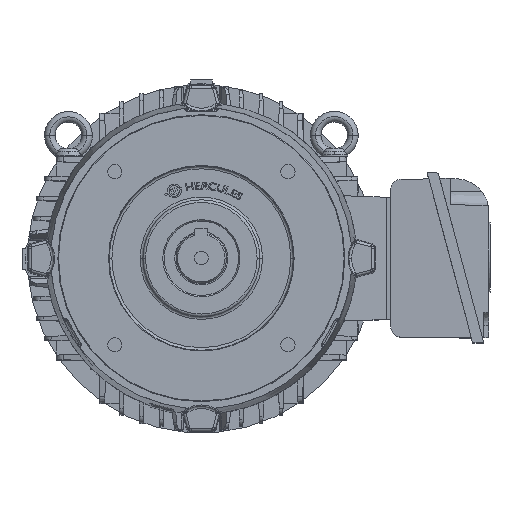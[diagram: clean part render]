
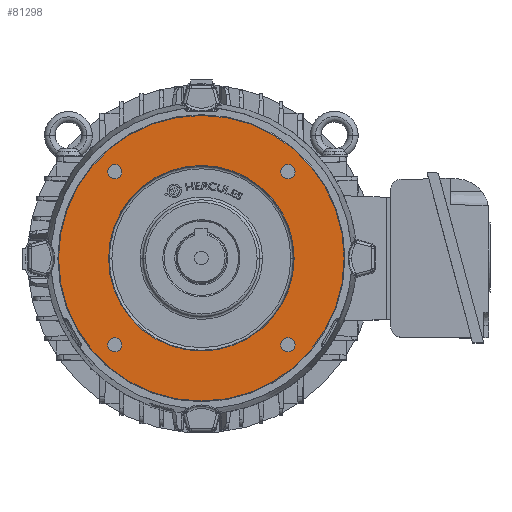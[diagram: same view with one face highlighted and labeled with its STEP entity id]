
A CAD part, top view. The second image highlights one B-rep face of the part: STEP entity #81298.
In plain terms, the highlighted planar face has unit normal (0, 0, 1).
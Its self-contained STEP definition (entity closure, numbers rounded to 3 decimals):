
#161 = CARTESIAN_POINT ( 'NONE',  ( 65.125, -65.125, 62.5 ) ) ;
#396 = VERTEX_POINT ( 'NONE', #29074 ) ;
#1899 = DIRECTION ( 'NONE',  ( 0., 0., -1. ) ) ;
#4021 = EDGE_CURVE ( 'NONE', #20020, #46540, #10700, .T. ) ;
#4797 = VERTEX_POINT ( 'NONE', #12589 ) ;
#4968 = CARTESIAN_POINT ( 'NONE',  ( 65.125, -65.125, 62.5 ) ) ;
#5024 = EDGE_CURVE ( 'NONE', #49343, #4797, #66568, .T. ) ;
#5696 = AXIS2_PLACEMENT_3D ( 'NONE', #35189, #1899, #59373 ) ;
#6529 = AXIS2_PLACEMENT_3D ( 'NONE', #14604, #27484, #45831 ) ;
#7424 = VERTEX_POINT ( 'NONE', #17583 ) ;
#8432 = CARTESIAN_POINT ( 'NONE',  ( -65.125, 65.125, 62.5 ) ) ;
#9090 = EDGE_CURVE ( 'NONE', #71997, #19075, #14981, .T. ) ;
#10700 = CIRCLE ( 'NONE', #16011, 5.358 ) ;
#10742 = DIRECTION ( 'NONE',  ( 0., 0., -1. ) ) ;
#11907 = CARTESIAN_POINT ( 'NONE',  ( -70.483, 65.125, 62.5 ) ) ;
#12167 = DIRECTION ( 'NONE',  ( -1., 0., 0. ) ) ;
#12589 = CARTESIAN_POINT ( 'NONE',  ( 59.766, -65.125, 62.5 ) ) ;
#13130 = EDGE_LOOP ( 'NONE', ( #34232, #28207 ) ) ;
#13907 = CARTESIAN_POINT ( 'NONE',  ( 59.766, 65.125, 62.5 ) ) ;
#14249 = DIRECTION ( 'NONE',  ( -1., 0., 0. ) ) ;
#14550 = ORIENTED_EDGE ( 'NONE', *, *, #9090, .T. ) ;
#14604 = CARTESIAN_POINT ( 'NONE',  ( 65.125, 65.125, 62.5 ) ) ;
#14981 = CIRCLE ( 'NONE', #40231, 5.358 ) ;
#15656 = FACE_BOUND ( 'NONE', #80214, .T. ) ;
#16011 = AXIS2_PLACEMENT_3D ( 'NONE', #69490, #19941, #26179 ) ;
#16074 = VERTEX_POINT ( 'NONE', #33084 ) ;
#17215 = EDGE_CURVE ( 'NONE', #44263, #16074, #46098, .T. ) ;
#17583 = CARTESIAN_POINT ( 'NONE',  ( -107.45, 0., 62.5 ) ) ;
#17850 = DIRECTION ( 'NONE',  ( 0., 0., 1. ) ) ;
#18330 = AXIS2_PLACEMENT_3D ( 'NONE', #37370, #63621, #56536 ) ;
#18404 = CARTESIAN_POINT ( 'NONE',  ( 65.125, 65.125, 62.5 ) ) ;
#18488 = EDGE_LOOP ( 'NONE', ( #45963, #64241 ) ) ;
#19075 = VERTEX_POINT ( 'NONE', #27087 ) ;
#19941 = DIRECTION ( 'NONE',  ( 0., 0., -1. ) ) ;
#20020 = VERTEX_POINT ( 'NONE', #40611 ) ;
#20403 = EDGE_CURVE ( 'NONE', #57786, #22313, #35869, .T. ) ;
#21094 = AXIS2_PLACEMENT_3D ( 'NONE', #59543, #34109, #47840 ) ;
#21282 = CARTESIAN_POINT ( 'NONE',  ( 70.483, 65.125, 62.5 ) ) ;
#21319 = DIRECTION ( 'NONE',  ( 0., 0., -1. ) ) ;
#21888 = FACE_BOUND ( 'NONE', #13130, .T. ) ;
#22313 = VERTEX_POINT ( 'NONE', #13907 ) ;
#23403 = DIRECTION ( 'NONE',  ( 0., 0., -1. ) ) ;
#24282 = CIRCLE ( 'NONE', #74789, 5.358 ) ;
#24582 = ORIENTED_EDGE ( 'NONE', *, *, #5024, .T. ) ;
#24668 = ORIENTED_EDGE ( 'NONE', *, *, #48919, .T. ) ;
#25869 = ORIENTED_EDGE ( 'NONE', *, *, #72448, .T. ) ;
#26179 = DIRECTION ( 'NONE',  ( -1., 0., 0. ) ) ;
#26310 = CARTESIAN_POINT ( 'NONE',  ( 0., 0., 62.5 ) ) ;
#27087 = CARTESIAN_POINT ( 'NONE',  ( -59.766, 65.125, 62.5 ) ) ;
#27484 = DIRECTION ( 'NONE',  ( 0., 0., -1. ) ) ;
#27644 = CIRCLE ( 'NONE', #79517, 107.45 ) ;
#28134 = FACE_BOUND ( 'NONE', #18488, .T. ) ;
#28207 = ORIENTED_EDGE ( 'NONE', *, *, #20403, .T. ) ;
#28537 = FACE_BOUND ( 'NONE', #38177, .T. ) ;
#29074 = CARTESIAN_POINT ( 'NONE',  ( 107.45, 0., 62.5 ) ) ;
#29490 = ORIENTED_EDGE ( 'NONE', *, *, #17215, .T. ) ;
#29539 = DIRECTION ( 'NONE',  ( 0., 0., -1. ) ) ;
#30309 = CARTESIAN_POINT ( 'NONE',  ( 0., 0., 62.5 ) ) ;
#30514 = CIRCLE ( 'NONE', #55789, 69.781 ) ;
#30648 = AXIS2_PLACEMENT_3D ( 'NONE', #4968, #29539, #49529 ) ;
#33084 = CARTESIAN_POINT ( 'NONE',  ( -69.781, 0., 62.5 ) ) ;
#33093 = CIRCLE ( 'NONE', #21094, 107.45 ) ;
#33950 = FACE_BOUND ( 'NONE', #49649, .T. ) ;
#34109 = DIRECTION ( 'NONE',  ( 0., 0., 1. ) ) ;
#34232 = ORIENTED_EDGE ( 'NONE', *, *, #67702, .T. ) ;
#34629 = EDGE_LOOP ( 'NONE', ( #46305, #66261 ) ) ;
#35139 = CARTESIAN_POINT ( 'NONE',  ( 0., 0., 62.5 ) ) ;
#35189 = CARTESIAN_POINT ( 'NONE',  ( 0., 107.95, 62.5 ) ) ;
#35563 = CARTESIAN_POINT ( 'NONE',  ( -59.766, -65.125, 62.5 ) ) ;
#35869 = CIRCLE ( 'NONE', #46530, 5.358 ) ;
#37370 = CARTESIAN_POINT ( 'NONE',  ( -65.125, -65.125, 62.5 ) ) ;
#38177 = EDGE_LOOP ( 'NONE', ( #71740, #24582 ) ) ;
#38470 = DIRECTION ( 'NONE',  ( 0., 0., -1. ) ) ;
#39775 = CIRCLE ( 'NONE', #6529, 5.358 ) ;
#40231 = AXIS2_PLACEMENT_3D ( 'NONE', #49849, #10742, #41968 ) ;
#40611 = CARTESIAN_POINT ( 'NONE',  ( -70.483, -65.125, 62.5 ) ) ;
#41968 = DIRECTION ( 'NONE',  ( -1., 0., 0. ) ) ;
#42321 = CIRCLE ( 'NONE', #60999, 5.358 ) ;
#44263 = VERTEX_POINT ( 'NONE', #55658 ) ;
#45647 = EDGE_CURVE ( 'NONE', #7424, #396, #33093, .T. ) ;
#45831 = DIRECTION ( 'NONE',  ( -1., 0., 0. ) ) ;
#45963 = ORIENTED_EDGE ( 'NONE', *, *, #4021, .T. ) ;
#46098 = CIRCLE ( 'NONE', #76709, 69.781 ) ;
#46305 = ORIENTED_EDGE ( 'NONE', *, *, #45647, .T. ) ;
#46530 = AXIS2_PLACEMENT_3D ( 'NONE', #18404, #23403, #12167 ) ;
#46540 = VERTEX_POINT ( 'NONE', #35563 ) ;
#46709 = DIRECTION ( 'NONE',  ( -1., 0., 0. ) ) ;
#47840 = DIRECTION ( 'NONE',  ( -1., 0., 0. ) ) ;
#48919 = EDGE_CURVE ( 'NONE', #16074, #44263, #30514, .T. ) ;
#49343 = VERTEX_POINT ( 'NONE', #54061 ) ;
#49529 = DIRECTION ( 'NONE',  ( -1., 0., 0. ) ) ;
#49649 = EDGE_LOOP ( 'NONE', ( #14550, #25869 ) ) ;
#49849 = CARTESIAN_POINT ( 'NONE',  ( -65.125, 65.125, 62.5 ) ) ;
#51714 = DIRECTION ( 'NONE',  ( 0., 0., -1. ) ) ;
#53947 = FACE_OUTER_BOUND ( 'NONE', #34629, .T. ) ;
#54061 = CARTESIAN_POINT ( 'NONE',  ( 70.483, -65.125, 62.5 ) ) ;
#55658 = CARTESIAN_POINT ( 'NONE',  ( 69.781, 0., 62.5 ) ) ;
#55789 = AXIS2_PLACEMENT_3D ( 'NONE', #26310, #51714, #14249 ) ;
#56476 = EDGE_CURVE ( 'NONE', #4797, #49343, #24282, .T. ) ;
#56536 = DIRECTION ( 'NONE',  ( -1., 0., 0. ) ) ;
#57786 = VERTEX_POINT ( 'NONE', #21282 ) ;
#59373 = DIRECTION ( 'NONE',  ( -1., 0., 0. ) ) ;
#59543 = CARTESIAN_POINT ( 'NONE',  ( 0., 0., 62.5 ) ) ;
#60559 = DIRECTION ( 'NONE',  ( -1., 0., 0. ) ) ;
#60999 = AXIS2_PLACEMENT_3D ( 'NONE', #8432, #21319, #46709 ) ;
#63621 = DIRECTION ( 'NONE',  ( 0., 0., -1. ) ) ;
#63898 = DIRECTION ( 'NONE',  ( -1., 0., 0. ) ) ;
#64241 = ORIENTED_EDGE ( 'NONE', *, *, #65565, .T. ) ;
#65565 = EDGE_CURVE ( 'NONE', #46540, #20020, #72822, .T. ) ;
#65586 = DIRECTION ( 'NONE',  ( 0., 0., -1. ) ) ;
#66030 = PLANE ( 'NONE',  #5696 ) ;
#66261 = ORIENTED_EDGE ( 'NONE', *, *, #66457, .T. ) ;
#66457 = EDGE_CURVE ( 'NONE', #396, #7424, #27644, .T. ) ;
#66568 = CIRCLE ( 'NONE', #30648, 5.358 ) ;
#67702 = EDGE_CURVE ( 'NONE', #22313, #57786, #39775, .T. ) ;
#69490 = CARTESIAN_POINT ( 'NONE',  ( -65.125, -65.125, 62.5 ) ) ;
#71740 = ORIENTED_EDGE ( 'NONE', *, *, #56476, .T. ) ;
#71997 = VERTEX_POINT ( 'NONE', #11907 ) ;
#72448 = EDGE_CURVE ( 'NONE', #19075, #71997, #42321, .T. ) ;
#72822 = CIRCLE ( 'NONE', #18330, 5.358 ) ;
#74789 = AXIS2_PLACEMENT_3D ( 'NONE', #161, #38470, #63898 ) ;
#76709 = AXIS2_PLACEMENT_3D ( 'NONE', #35139, #65586, #60559 ) ;
#78364 = DIRECTION ( 'NONE',  ( -1., 0., 0. ) ) ;
#79517 = AXIS2_PLACEMENT_3D ( 'NONE', #30309, #17850, #78364 ) ;
#80214 = EDGE_LOOP ( 'NONE', ( #29490, #24668 ) ) ;
#81298 = ADVANCED_FACE ( 'NONE', ( #53947, #21888, #33950, #28134, #28537, #15656 ), #66030, .F. ) ;
